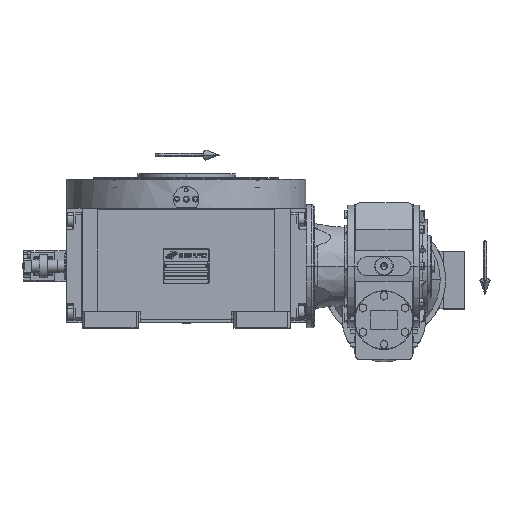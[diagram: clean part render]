
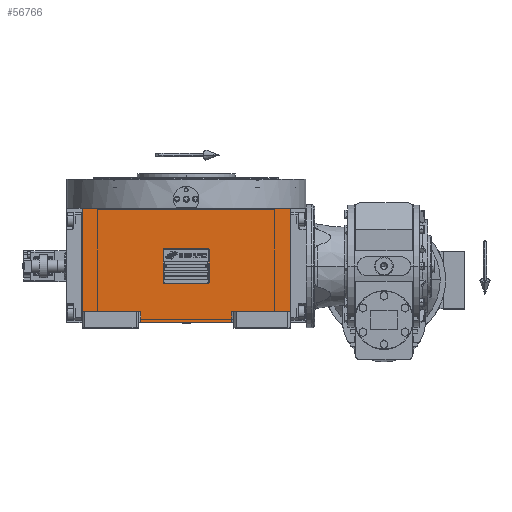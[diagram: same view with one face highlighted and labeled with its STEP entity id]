
A CAD part, top view. The second image highlights one B-rep face of the part: STEP entity #56766.
In plain terms, the highlighted planar face has unit normal (0, 0, 1).
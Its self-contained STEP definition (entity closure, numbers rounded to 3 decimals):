
#96 = CARTESIAN_POINT ( 'NONE',  ( 135., 75., 226. ) ) ;
#3226 = LINE ( 'NONE', #14047, #85399 ) ;
#3409 = VECTOR ( 'NONE', #38184, 1000. ) ;
#4137 = EDGE_LOOP ( 'NONE', ( #61180, #72392, #48030, #103993, #21152, #90936, #80850, #42644 ) ) ;
#5213 = PLANE ( 'NONE',  #57219 ) ;
#5428 = CARTESIAN_POINT ( 'NONE',  ( -59., -73., 226. ) ) ;
#8925 = LINE ( 'NONE', #86501, #108900 ) ;
#10705 = LINE ( 'NONE', #22100, #98610 ) ;
#14047 = CARTESIAN_POINT ( 'NONE',  ( -135., -59., 226. ) ) ;
#14448 = DIRECTION ( 'NONE',  ( 1., 0., 0. ) ) ;
#15969 = CARTESIAN_POINT ( 'NONE',  ( 59., -59., 226. ) ) ;
#18604 = VERTEX_POINT ( 'NONE', #5428 ) ;
#21152 = ORIENTED_EDGE ( 'NONE', *, *, #30737, .F. ) ;
#22100 = CARTESIAN_POINT ( 'NONE',  ( 135., -59., 226. ) ) ;
#22257 = DIRECTION ( 'NONE',  ( 1., 0., 0. ) ) ;
#22320 = EDGE_CURVE ( 'NONE', #109339, #26542, #10705, .T. ) ;
#22989 = LINE ( 'NONE', #72592, #95943 ) ;
#23738 = LINE ( 'NONE', #82248, #37116 ) ;
#25190 = LINE ( 'NONE', #76043, #32112 ) ;
#25829 = DIRECTION ( 'NONE',  ( 0., 1., 0. ) ) ;
#26542 = VERTEX_POINT ( 'NONE', #96 ) ;
#30737 = EDGE_CURVE ( 'NONE', #80605, #26542, #23738, .T. ) ;
#32112 = VECTOR ( 'NONE', #25829, 1000. ) ;
#36922 = LINE ( 'NONE', #15969, #3409 ) ;
#37116 = VECTOR ( 'NONE', #44699, 1000. ) ;
#38184 = DIRECTION ( 'NONE',  ( 1., 0., 0. ) ) ;
#42118 = CARTESIAN_POINT ( 'NONE',  ( -135., -73., 226. ) ) ;
#42428 = CARTESIAN_POINT ( 'NONE',  ( -59., -73., 226. ) ) ;
#42644 = ORIENTED_EDGE ( 'NONE', *, *, #110252, .F. ) ;
#43094 = CARTESIAN_POINT ( 'NONE',  ( 59., -73., 226. ) ) ;
#44699 = DIRECTION ( 'NONE',  ( 1., 0., 0. ) ) ;
#48030 = ORIENTED_EDGE ( 'NONE', *, *, #96938, .T. ) ;
#49734 = CARTESIAN_POINT ( 'NONE',  ( 135., -59., 226. ) ) ;
#51613 = DIRECTION ( 'NONE',  ( 0., -1., 0. ) ) ;
#56766 = ADVANCED_FACE ( 'NONE', ( #90394 ), #5213, .T. ) ;
#57219 = AXIS2_PLACEMENT_3D ( 'NONE', #42118, #82798, #119626 ) ;
#57735 = EDGE_CURVE ( 'NONE', #103659, #89858, #22989, .T. ) ;
#60265 = DIRECTION ( 'NONE',  ( 0., 1., 0. ) ) ;
#61180 = ORIENTED_EDGE ( 'NONE', *, *, #81210, .T. ) ;
#61827 = VERTEX_POINT ( 'NONE', #99052 ) ;
#65804 = VERTEX_POINT ( 'NONE', #118074 ) ;
#72392 = ORIENTED_EDGE ( 'NONE', *, *, #57735, .F. ) ;
#72592 = CARTESIAN_POINT ( 'NONE',  ( 59., -59., 226. ) ) ;
#76043 = CARTESIAN_POINT ( 'NONE',  ( -59., -73., 226. ) ) ;
#79455 = CARTESIAN_POINT ( 'NONE',  ( -135., 75., 226. ) ) ;
#80605 = VERTEX_POINT ( 'NONE', #79455 ) ;
#80850 = ORIENTED_EDGE ( 'NONE', *, *, #113925, .T. ) ;
#81209 = LINE ( 'NONE', #42428, #103583 ) ;
#81210 = EDGE_CURVE ( 'NONE', #18604, #89858, #81209, .T. ) ;
#82248 = CARTESIAN_POINT ( 'NONE',  ( -135., 75., 226. ) ) ;
#82798 = DIRECTION ( 'NONE',  ( 0., 0., 1. ) ) ;
#85399 = VECTOR ( 'NONE', #22257, 1000. ) ;
#86501 = CARTESIAN_POINT ( 'NONE',  ( -135., -59., 226. ) ) ;
#89858 = VERTEX_POINT ( 'NONE', #43094 ) ;
#90394 = FACE_OUTER_BOUND ( 'NONE', #4137, .T. ) ;
#90936 = ORIENTED_EDGE ( 'NONE', *, *, #96926, .F. ) ;
#95943 = VECTOR ( 'NONE', #51613, 1000. ) ;
#96926 = EDGE_CURVE ( 'NONE', #65804, #80605, #8925, .T. ) ;
#96938 = EDGE_CURVE ( 'NONE', #103659, #109339, #36922, .T. ) ;
#98610 = VECTOR ( 'NONE', #60265, 1000. ) ;
#99052 = CARTESIAN_POINT ( 'NONE',  ( -59., -59., 226. ) ) ;
#103583 = VECTOR ( 'NONE', #14448, 1000. ) ;
#103659 = VERTEX_POINT ( 'NONE', #111431 ) ;
#103993 = ORIENTED_EDGE ( 'NONE', *, *, #22320, .T. ) ;
#108900 = VECTOR ( 'NONE', #123979, 1000. ) ;
#109339 = VERTEX_POINT ( 'NONE', #49734 ) ;
#110252 = EDGE_CURVE ( 'NONE', #18604, #61827, #25190, .T. ) ;
#111431 = CARTESIAN_POINT ( 'NONE',  ( 59., -59., 226. ) ) ;
#113925 = EDGE_CURVE ( 'NONE', #65804, #61827, #3226, .T. ) ;
#118074 = CARTESIAN_POINT ( 'NONE',  ( -135., -59., 226. ) ) ;
#119626 = DIRECTION ( 'NONE',  ( 1., 0., 0. ) ) ;
#123979 = DIRECTION ( 'NONE',  ( 0., 1., 0. ) ) ;
